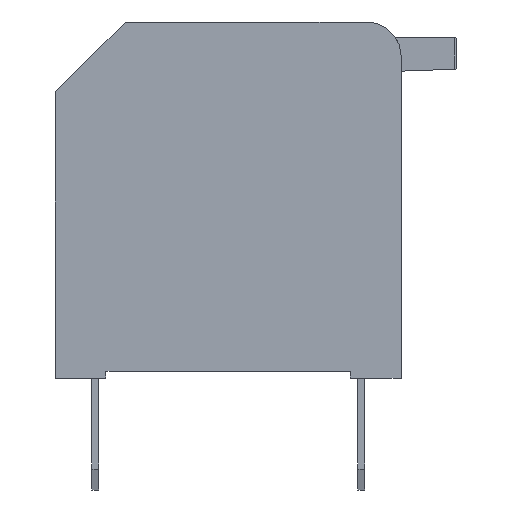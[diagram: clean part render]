
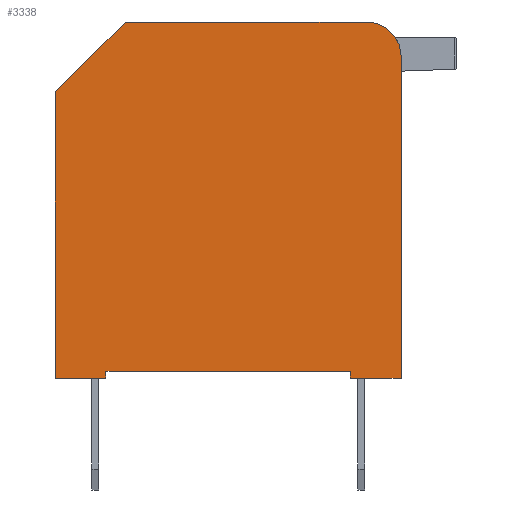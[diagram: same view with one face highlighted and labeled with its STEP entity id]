
A CAD part, left-side view. The second image highlights one B-rep face of the part: STEP entity #3338.
In plain terms, the highlighted planar face has unit normal (-1, 0, 0).
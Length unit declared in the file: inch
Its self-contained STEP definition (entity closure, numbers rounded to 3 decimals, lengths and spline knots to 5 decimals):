
#129=CIRCLE('',#3530,0.03937);
#317=FACE_OUTER_BOUND('',#506,.T.);
#506=EDGE_LOOP('',(#2931,#2932,#2933,#2934,#2935,#2936,#2937,#2938,#2939,
#2940));
#787=LINE('',#5405,#1176);
#883=LINE('',#5602,#1272);
#885=LINE('',#5607,#1274);
#889=LINE('',#5612,#1278);
#890=LINE('',#5614,#1279);
#891=LINE('',#5618,#1280);
#892=LINE('',#5620,#1281);
#893=LINE('',#5622,#1282);
#894=LINE('',#5623,#1283);
#1176=VECTOR('',#4044,0.3937);
#1272=VECTOR('',#4210,0.3937);
#1274=VECTOR('',#4214,0.3937);
#1278=VECTOR('',#4220,0.3937);
#1279=VECTOR('',#4223,0.3937);
#1280=VECTOR('',#4226,0.3937);
#1281=VECTOR('',#4227,0.3937);
#1282=VECTOR('',#4228,0.3937);
#1283=VECTOR('',#4229,0.3937);
#1537=VERTEX_POINT('',#5402);
#1538=VERTEX_POINT('',#5404);
#1603=VERTEX_POINT('',#5598);
#1604=VERTEX_POINT('',#5600);
#1605=VERTEX_POINT('',#5604);
#1606=VERTEX_POINT('',#5606);
#1607=VERTEX_POINT('',#5615);
#1608=VERTEX_POINT('',#5617);
#1609=VERTEX_POINT('',#5619);
#1610=VERTEX_POINT('',#5621);
#1963=EDGE_CURVE('',#1537,#1538,#787,.T.);
#2059=EDGE_CURVE('',#1603,#1604,#883,.T.);
#2061=EDGE_CURVE('',#1606,#1605,#885,.T.);
#2065=EDGE_CURVE('',#1605,#1603,#889,.T.);
#2066=EDGE_CURVE('',#1538,#1604,#890,.T.);
#2067=EDGE_CURVE('',#1607,#1537,#129,.T.);
#2068=EDGE_CURVE('',#1608,#1607,#891,.T.);
#2069=EDGE_CURVE('',#1609,#1608,#892,.T.);
#2070=EDGE_CURVE('',#1610,#1609,#893,.T.);
#2071=EDGE_CURVE('',#1606,#1610,#894,.T.);
#2931=ORIENTED_EDGE('',*,*,#2061,.T.);
#2932=ORIENTED_EDGE('',*,*,#2065,.T.);
#2933=ORIENTED_EDGE('',*,*,#2059,.T.);
#2934=ORIENTED_EDGE('',*,*,#2066,.F.);
#2935=ORIENTED_EDGE('',*,*,#1963,.F.);
#2936=ORIENTED_EDGE('',*,*,#2067,.F.);
#2937=ORIENTED_EDGE('',*,*,#2068,.F.);
#2938=ORIENTED_EDGE('',*,*,#2069,.F.);
#2939=ORIENTED_EDGE('',*,*,#2070,.F.);
#2940=ORIENTED_EDGE('',*,*,#2071,.F.);
#3164=PLANE('',#3529);
#3338=ADVANCED_FACE('',(#317),#3164,.T.);
#3529=AXIS2_PLACEMENT_3D('',#5613,#4221,#4222);
#3530=AXIS2_PLACEMENT_3D('',#5616,#4224,#4225);
#4044=DIRECTION('',(0.,0.,-1.));
#4210=DIRECTION('',(0.,0.,-1.));
#4214=DIRECTION('',(0.,0.,1.));
#4220=DIRECTION('',(0.,-1.,0.));
#4221=DIRECTION('center_axis',(-1.,0.,0.));
#4222=DIRECTION('ref_axis',(0.,-1.,0.));
#4223=DIRECTION('',(0.,1.,0.));
#4224=DIRECTION('center_axis',(1.,0.,0.));
#4225=DIRECTION('ref_axis',(0.,1.,0.));
#4226=DIRECTION('',(0.,-1.,0.));
#4227=DIRECTION('',(0.,-0.707,0.707));
#4228=DIRECTION('',(0.,0.,1.));
#4229=DIRECTION('',(0.,1.,0.));
#5402=CARTESIAN_POINT('',(-0.13071,-0.19488,0.3622));
#5404=CARTESIAN_POINT('',(-0.13071,-0.19488,0.));
#5405=CARTESIAN_POINT('',(-0.13071,-0.19488,0.3622));
#5598=CARTESIAN_POINT('',(-0.13071,-0.1378,0.00787));
#5600=CARTESIAN_POINT('',(-0.13071,-0.1378,0.));
#5602=CARTESIAN_POINT('',(-0.13071,-0.1378,0.09576));
#5604=CARTESIAN_POINT('',(-0.13071,0.1378,0.00787));
#5606=CARTESIAN_POINT('',(-0.13071,0.1378,0.));
#5607=CARTESIAN_POINT('',(-0.13071,0.1378,0.09576));
#5612=CARTESIAN_POINT('',(-0.13071,-0.00225,0.00787));
#5613=CARTESIAN_POINT('Origin',(-0.13071,-0.0045,
0.19152));
#5614=CARTESIAN_POINT('',(-0.13071,-0.19488,0.));
#5615=CARTESIAN_POINT('',(-0.13071,-0.15551,0.40157));
#5616=CARTESIAN_POINT('Origin',(-0.13071,-0.15551,0.3622));
#5617=CARTESIAN_POINT('',(-0.13071,0.11614,0.40157));
#5618=CARTESIAN_POINT('',(-0.13071,0.11614,0.40157));
#5619=CARTESIAN_POINT('',(-0.13071,0.19488,0.32283));
#5620=CARTESIAN_POINT('',(-0.13071,0.19488,0.32283));
#5621=CARTESIAN_POINT('',(-0.13071,0.19488,0.));
#5622=CARTESIAN_POINT('',(-0.13071,0.19488,0.));
#5623=CARTESIAN_POINT('',(-0.13071,-0.19488,0.));
